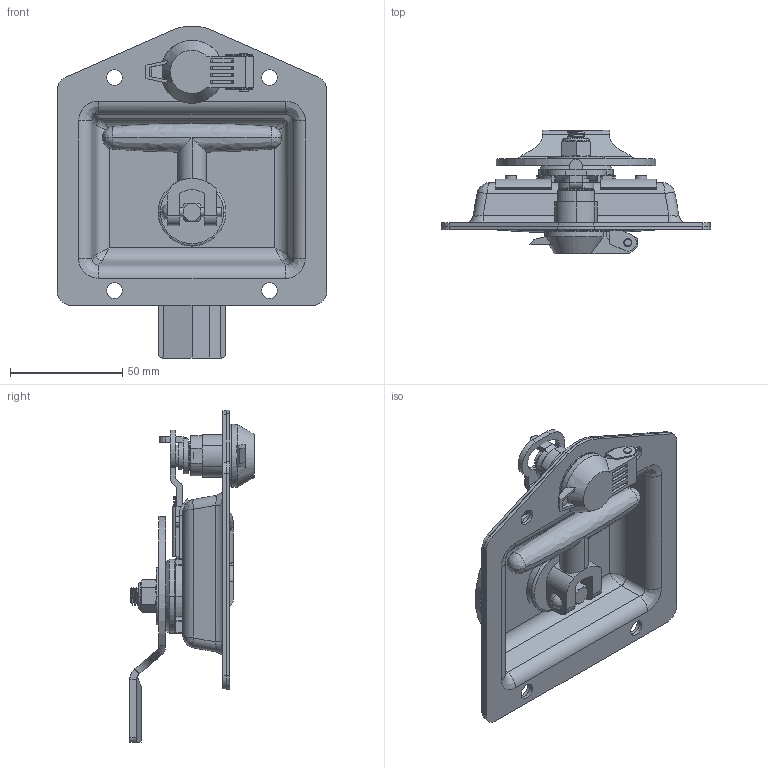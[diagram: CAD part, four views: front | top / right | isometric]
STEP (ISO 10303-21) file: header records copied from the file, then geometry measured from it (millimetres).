
FILE_DESCRIPTION(/* description */ (''),/* implementation_level */ '2;1');
FILE_NAME(/* name */ 'MS857',/* time_stamp */ '2024-10-24T14:33:30+08:00',/* author */ (''),/* organization */ (''),/* preprocessor_version */ 'ST-DEVELOPER v19.2',/* originating_system */ 'Rhino 8.5',/* authorisation */ '');
FILE_SCHEMA (('CONFIG_CONTROL_DESIGN'));
Length unit declared in the file: millimetre
Products named in the file (1): Document
Bounding box: 120 x 55.38 x 147.93 mm (x, y, z)
Volume: 91549.8 mm3; surface area: 89736.9 mm2
Topology: 25 solids, 29 shells, 768 faces, 1885 edges, 1191 vertices
Faces by surface type: plane 350, cylinder 299, bspline 119
Entity records: 35177 total; most frequent: CARTESIAN_POINT 19486, ORIENTED_EDGE 3756, EDGE_CURVE 1885, DIRECTION 1839, B_SPLINE_CURVE_WITH_KNOTS 1287, AXIS2_PLACEMENT_3D 1244, VERTEX_POINT 1191, EDGE_LOOP 859
